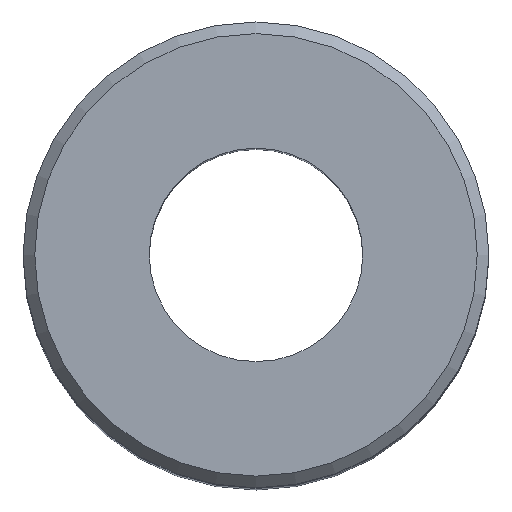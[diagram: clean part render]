
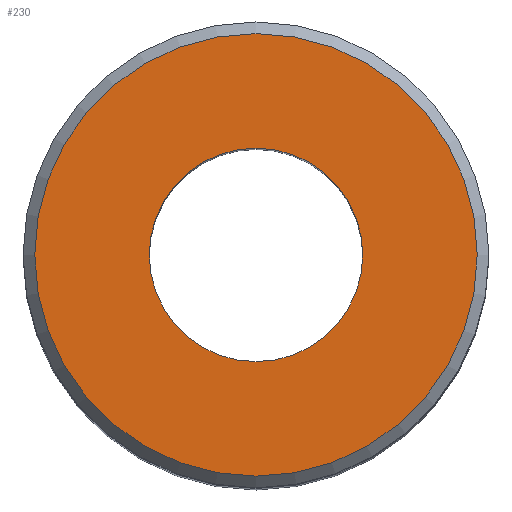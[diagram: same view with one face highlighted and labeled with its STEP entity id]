
A CAD part, top view. The second image highlights one B-rep face of the part: STEP entity #230.
In plain terms, the highlighted planar face has unit normal (0, 0, 1).
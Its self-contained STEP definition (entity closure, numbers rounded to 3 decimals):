
#35=ORIENTED_EDGE('',*,*,#77,.F.);
#36=ORIENTED_EDGE('',*,*,#78,.T.);
#77=EDGE_CURVE('',#98,#98,#119,.T.);
#78=EDGE_CURVE('',#99,#99,#120,.T.);
#98=VERTEX_POINT('',#395);
#99=VERTEX_POINT('',#397);
#119=CIRCLE('',#265,5.7);
#120=CIRCLE('',#266,2.75);
#140=EDGE_LOOP('',(#35));
#141=EDGE_LOOP('',(#36));
#182=FACE_BOUND('',#140,.T.);
#183=FACE_BOUND('',#141,.T.);
#224=PLANE('',#264);
#230=ADVANCED_FACE('',(#182,#183),#224,.F.);
#264=AXIS2_PLACEMENT_3D('',#393,#308,#309);
#265=AXIS2_PLACEMENT_3D('',#394,#310,#311);
#266=AXIS2_PLACEMENT_3D('',#396,#312,#313);
#308=DIRECTION('',(0.,0.,-1.));
#309=DIRECTION('',(-1.,0.,0.));
#310=DIRECTION('',(0.,0.,-1.));
#311=DIRECTION('',(-1.,0.,0.));
#312=DIRECTION('',(0.,0.,-1.));
#313=DIRECTION('',(-1.,0.,0.));
#393=CARTESIAN_POINT('',(0.,0.,0.));
#394=CARTESIAN_POINT('',(0.,0.,0.));
#395=CARTESIAN_POINT('',(-5.7,0.,0.));
#396=CARTESIAN_POINT('',(0.,0.,0.));
#397=CARTESIAN_POINT('',(-2.75,0.,0.));
